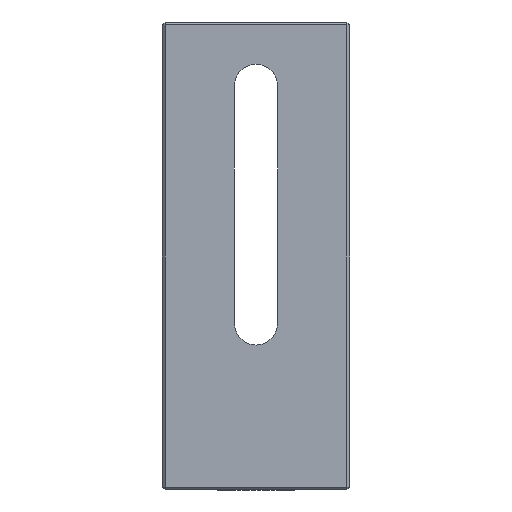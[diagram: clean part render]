
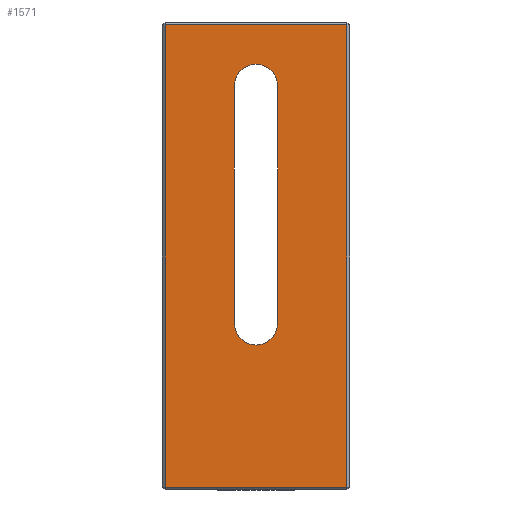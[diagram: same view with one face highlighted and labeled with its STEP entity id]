
A CAD part, front view. The second image highlights one B-rep face of the part: STEP entity #1571.
In plain terms, the highlighted planar face has unit normal (0, -1, 0).
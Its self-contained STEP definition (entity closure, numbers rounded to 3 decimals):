
#4 = VERTEX_POINT ( 'NONE', #1048 ) ;
#28 = CARTESIAN_POINT ( 'NONE',  ( 10., 0., 49.7 ) ) ;
#43 = ORIENTED_EDGE ( 'NONE', *, *, #1612, .T. ) ;
#66 = VECTOR ( 'NONE', #263, 1000. ) ;
#95 = VERTEX_POINT ( 'NONE', #225 ) ;
#101 = VECTOR ( 'NONE', #591, 1000. ) ;
#123 = EDGE_CURVE ( 'NONE', #4, #466, #1443, .T. ) ;
#136 = LINE ( 'NONE', #961, #66 ) ;
#139 = ORIENTED_EDGE ( 'NONE', *, *, #987, .T. ) ;
#141 = CIRCLE ( 'NONE', #1381, 2.3 ) ;
#150 = EDGE_CURVE ( 'NONE', #1501, #794, #141, .T. ) ;
#162 = CARTESIAN_POINT ( 'NONE',  ( 2.3, 0., 43.19 ) ) ;
#171 = DIRECTION ( 'NONE',  ( 0., 0., 1. ) ) ;
#174 = EDGE_LOOP ( 'NONE', ( #43, #396, #769, #139 ) ) ;
#178 = FACE_BOUND ( 'NONE', #256, .T. ) ;
#179 = VERTEX_POINT ( 'NONE', #777 ) ;
#193 = DIRECTION ( 'NONE',  ( 0., 1., 0. ) ) ;
#225 = CARTESIAN_POINT ( 'NONE',  ( 9.7, 0., 0.3 ) ) ;
#256 = EDGE_LOOP ( 'NONE', ( #1592, #488, #1562, #1676, #1072 ) ) ;
#263 = DIRECTION ( 'NONE',  ( 0., 0., -1. ) ) ;
#396 = ORIENTED_EDGE ( 'NONE', *, *, #472, .T. ) ;
#404 = CARTESIAN_POINT ( 'NONE',  ( -9.7, 0., 49.7 ) ) ;
#414 = EDGE_CURVE ( 'NONE', #179, #4, #1728, .T. ) ;
#443 = DIRECTION ( 'NONE',  ( 0., 0., 1. ) ) ;
#444 = CARTESIAN_POINT ( 'NONE',  ( 10., 0., 0. ) ) ;
#463 = LINE ( 'NONE', #1460, #1188 ) ;
#466 = VERTEX_POINT ( 'NONE', #162 ) ;
#472 = EDGE_CURVE ( 'NONE', #1520, #974, #1724, .T. ) ;
#488 = ORIENTED_EDGE ( 'NONE', *, *, #150, .T. ) ;
#521 = DIRECTION ( 'NONE',  ( 0., 0., 1. ) ) ;
#531 = CARTESIAN_POINT ( 'NONE',  ( -2.3, 0., 17.79 ) ) ;
#591 = DIRECTION ( 'NONE',  ( -1., 0., 0. ) ) ;
#614 = DIRECTION ( 'NONE',  ( 0., 1., 0. ) ) ;
#680 = CARTESIAN_POINT ( 'NONE',  ( 10., 0., 0.3 ) ) ;
#688 = DIRECTION ( 'NONE',  ( 0., 0., -1. ) ) ;
#718 = VECTOR ( 'NONE', #1394, 1000. ) ;
#725 = CARTESIAN_POINT ( 'NONE',  ( 9.7, 0., 49.7 ) ) ;
#730 = AXIS2_PLACEMENT_3D ( 'NONE', #1782, #1095, #1639 ) ;
#749 = DIRECTION ( 'NONE',  ( 0., 0., 1. ) ) ;
#769 = ORIENTED_EDGE ( 'NONE', *, *, #1483, .T. ) ;
#770 = CARTESIAN_POINT ( 'NONE',  ( -2.3, 0., 17.79 ) ) ;
#777 = CARTESIAN_POINT ( 'NONE',  ( -2.3, 0., 43.19 ) ) ;
#794 = VERTEX_POINT ( 'NONE', #770 ) ;
#853 = CARTESIAN_POINT ( 'NONE',  ( 0., 0., 43.19 ) ) ;
#942 = CARTESIAN_POINT ( 'NONE',  ( 0., 0., 17.79 ) ) ;
#961 = CARTESIAN_POINT ( 'NONE',  ( 2.3, 0., 17.79 ) ) ;
#974 = VERTEX_POINT ( 'NONE', #404 ) ;
#986 = EDGE_CURVE ( 'NONE', #794, #179, #1801, .T. ) ;
#987 = EDGE_CURVE ( 'NONE', #1341, #95, #1098, .T. ) ;
#1007 = VECTOR ( 'NONE', #688, 1000. ) ;
#1048 = CARTESIAN_POINT ( 'NONE',  ( 0., 0., 45.49 ) ) ;
#1069 = CARTESIAN_POINT ( 'NONE',  ( -9.7, 0., 0.3 ) ) ;
#1072 = ORIENTED_EDGE ( 'NONE', *, *, #123, .T. ) ;
#1095 = DIRECTION ( 'NONE',  ( 0., 1., 0. ) ) ;
#1098 = LINE ( 'NONE', #680, #718 ) ;
#1188 = VECTOR ( 'NONE', #749, 1000. ) ;
#1250 = VECTOR ( 'NONE', #521, 1000. ) ;
#1339 = AXIS2_PLACEMENT_3D ( 'NONE', #444, #193, #171 ) ;
#1341 = VERTEX_POINT ( 'NONE', #1069 ) ;
#1381 = AXIS2_PLACEMENT_3D ( 'NONE', #942, #1486, #1622 ) ;
#1394 = DIRECTION ( 'NONE',  ( 1., 0., 0. ) ) ;
#1443 = CIRCLE ( 'NONE', #730, 2.3 ) ;
#1460 = CARTESIAN_POINT ( 'NONE',  ( 9.7, 0., 50. ) ) ;
#1483 = EDGE_CURVE ( 'NONE', #974, #1341, #1699, .T. ) ;
#1486 = DIRECTION ( 'NONE',  ( 0., 1., 0. ) ) ;
#1501 = VERTEX_POINT ( 'NONE', #1684 ) ;
#1520 = VERTEX_POINT ( 'NONE', #725 ) ;
#1536 = EDGE_CURVE ( 'NONE', #466, #1501, #136, .T. ) ;
#1562 = ORIENTED_EDGE ( 'NONE', *, *, #986, .T. ) ;
#1571 = ADVANCED_FACE ( 'NONE', ( #1708, #178 ), #1725, .F. ) ;
#1592 = ORIENTED_EDGE ( 'NONE', *, *, #1536, .T. ) ;
#1612 = EDGE_CURVE ( 'NONE', #95, #1520, #463, .T. ) ;
#1622 = DIRECTION ( 'NONE',  ( 0., 0., 1. ) ) ;
#1639 = DIRECTION ( 'NONE',  ( 0., 0., 1. ) ) ;
#1647 = AXIS2_PLACEMENT_3D ( 'NONE', #853, #614, #443 ) ;
#1675 = CARTESIAN_POINT ( 'NONE',  ( -9.7, 0., 0. ) ) ;
#1676 = ORIENTED_EDGE ( 'NONE', *, *, #414, .T. ) ;
#1684 = CARTESIAN_POINT ( 'NONE',  ( 2.3, 0., 17.79 ) ) ;
#1699 = LINE ( 'NONE', #1675, #1007 ) ;
#1708 = FACE_OUTER_BOUND ( 'NONE', #174, .T. ) ;
#1724 = LINE ( 'NONE', #28, #101 ) ;
#1725 = PLANE ( 'NONE',  #1339 ) ;
#1728 = CIRCLE ( 'NONE', #1647, 2.3 ) ;
#1782 = CARTESIAN_POINT ( 'NONE',  ( 0., 0., 43.19 ) ) ;
#1801 = LINE ( 'NONE', #531, #1250 ) ;
